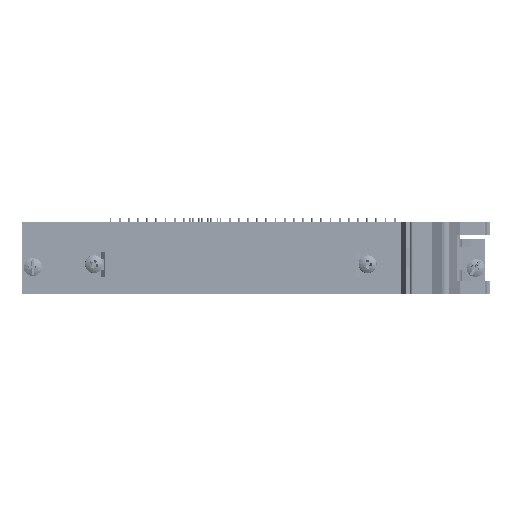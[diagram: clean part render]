
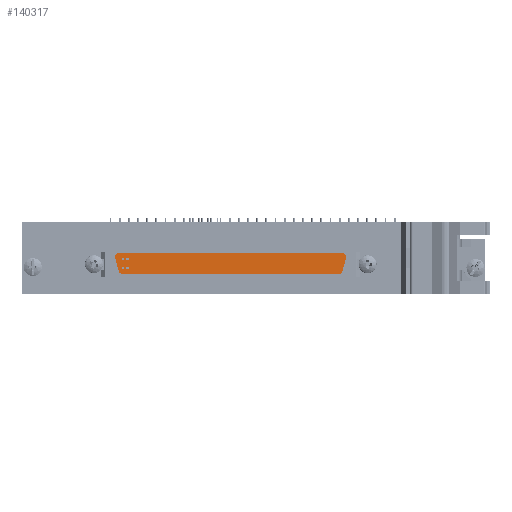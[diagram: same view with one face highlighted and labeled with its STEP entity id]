
A CAD part, left-side view. The second image highlights one B-rep face of the part: STEP entity #140317.
In plain terms, the highlighted planar face has unit normal (-1, 0, 0).
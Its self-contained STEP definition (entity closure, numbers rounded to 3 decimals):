
#40823 = CARTESIAN_POINT ( 'NONE',  ( -103.19, -11.621, -0.277 ) ) ;
#43921 = CARTESIAN_POINT ( 'NONE',  ( -103.19, -12.587, -1.536 ) ) ;
#93590 = AXIS2_PLACEMENT_3D ( 'NONE', #273992, #273995, #273997 ) ;
#93593 = AXIS2_PLACEMENT_3D ( 'NONE', #274028, #274034, #274039 ) ;
#93596 = AXIS2_PLACEMENT_3D ( 'NONE', #274062, #274066, #274069 ) ;
#93599 = AXIS2_PLACEMENT_3D ( 'NONE', #274092, #274099, #274105 ) ;
#111771 = FACE_OUTER_BOUND ( 'NONE', #121313, .T. ) ;
#121313 = EDGE_LOOP ( 'NONE', ( #286763, #286772, #286780, #286788, #286800, #286808, #286817, #286825 ) ) ;
#137762 = VERTEX_POINT ( 'NONE', #40823 ) ;
#138167 = VERTEX_POINT ( 'NONE', #43921 ) ;
#138276 = VERTEX_POINT ( 'NONE', #332997 ) ;
#138290 = VERTEX_POINT ( 'NONE', #333030 ) ;
#138296 = VERTEX_POINT ( 'NONE', #333076 ) ;
#138309 = VERTEX_POINT ( 'NONE', #333119 ) ;
#138319 = VERTEX_POINT ( 'NONE', #333183 ) ;
#138329 = VERTEX_POINT ( 'NONE', #333208 ) ;
#140317 = ADVANCED_FACE ( 'NONE', ( #111771 ), #233762, .T. ) ;
#233762 = PLANE ( 'NONE',  #286668 ) ;
#233787 = CARTESIAN_POINT ( 'NONE',  ( -103.19, -11.621, -1.277 ) ) ;
#233789 = DIRECTION ( 'NONE',  ( -1., 0., 0. ) ) ;
#233793 = DIRECTION ( 'NONE',  ( 0., -1., 0. ) ) ;
#264836 = LINE ( 'NONE', #273988, #264985 ) ;
#264957 = CIRCLE ( 'NONE', #93590, 1. ) ;
#264979 = CIRCLE ( 'NONE', #93593, 1. ) ;
#264985 = VECTOR ( 'NONE', #273850, 1000. ) ;
#264992 = LINE ( 'NONE', #273984, #265007 ) ;
#265000 = CIRCLE ( 'NONE', #93596, 1. ) ;
#265007 = VECTOR ( 'NONE', #273980, 1000. ) ;
#265013 = LINE ( 'NONE', #274012, #265027 ) ;
#265021 = CIRCLE ( 'NONE', #93599, 1. ) ;
#265027 = VECTOR ( 'NONE', #274021, 1000. ) ;
#265033 = LINE ( 'NONE', #274051, #265046 ) ;
#265046 = VECTOR ( 'NONE', #274059, 1000. ) ;
#273850 = DIRECTION ( 'NONE',  ( 0., 1., 0. ) ) ;
#273980 = DIRECTION ( 'NONE',  ( 0., -0.259, -0.966 ) ) ;
#273984 = CARTESIAN_POINT ( 'NONE',  ( -103.19, 51.405, -1.536 ) ) ;
#273988 = CARTESIAN_POINT ( 'NONE',  ( -103.19, 50.439, -0.277 ) ) ;
#273992 = CARTESIAN_POINT ( 'NONE',  ( -103.19, -11.621, -1.277 ) ) ;
#273995 = DIRECTION ( 'NONE',  ( -1., 0., 0. ) ) ;
#273997 = DIRECTION ( 'NONE',  ( 0., -1., 0. ) ) ;
#274012 = CARTESIAN_POINT ( 'NONE',  ( -103.19, -10.63, -5.977 ) ) ;
#274021 = DIRECTION ( 'NONE',  ( 0., -1., 0. ) ) ;
#274028 = CARTESIAN_POINT ( 'NONE',  ( -103.19, 50.439, -1.277 ) ) ;
#274034 = DIRECTION ( 'NONE',  ( -1., 0., 0. ) ) ;
#274039 = DIRECTION ( 'NONE',  ( 0., 1., 0. ) ) ;
#274051 = CARTESIAN_POINT ( 'NONE',  ( -103.19, -12.587, -1.536 ) ) ;
#274059 = DIRECTION ( 'NONE',  ( 0., -0.259, 0.966 ) ) ;
#274062 = CARTESIAN_POINT ( 'NONE',  ( -103.19, 49.448, -4.977 ) ) ;
#274066 = DIRECTION ( 'NONE',  ( -1., 0., 0. ) ) ;
#274069 = DIRECTION ( 'NONE',  ( 0., 1., 0. ) ) ;
#274092 = CARTESIAN_POINT ( 'NONE',  ( -103.19, -10.63, -4.977 ) ) ;
#274099 = DIRECTION ( 'NONE',  ( -1., 0., 0. ) ) ;
#274105 = DIRECTION ( 'NONE',  ( 0., -1., 0. ) ) ;
#286668 = AXIS2_PLACEMENT_3D ( 'NONE', #233787, #233789, #233793 ) ;
#286763 = ORIENTED_EDGE ( 'NONE', *, *, #371285, .T. ) ;
#286772 = ORIENTED_EDGE ( 'NONE', *, *, #371287, .T. ) ;
#286780 = ORIENTED_EDGE ( 'NONE', *, *, #371291, .T. ) ;
#286788 = ORIENTED_EDGE ( 'NONE', *, *, #371295, .T. ) ;
#286800 = ORIENTED_EDGE ( 'NONE', *, *, #371298, .T. ) ;
#286808 = ORIENTED_EDGE ( 'NONE', *, *, #371303, .T. ) ;
#286817 = ORIENTED_EDGE ( 'NONE', *, *, #371308, .T. ) ;
#286825 = ORIENTED_EDGE ( 'NONE', *, *, #371311, .T. ) ;
#332997 = CARTESIAN_POINT ( 'NONE',  ( -103.19, 50.439, -0.277 ) ) ;
#333030 = CARTESIAN_POINT ( 'NONE',  ( -103.19, 51.405, -1.536 ) ) ;
#333076 = CARTESIAN_POINT ( 'NONE',  ( -103.19, 50.414, -5.236 ) ) ;
#333119 = CARTESIAN_POINT ( 'NONE',  ( -103.19, 49.448, -5.977 ) ) ;
#333183 = CARTESIAN_POINT ( 'NONE',  ( -103.19, -10.63, -5.977 ) ) ;
#333208 = CARTESIAN_POINT ( 'NONE',  ( -103.19, -11.595, -5.236 ) ) ;
#371285 = EDGE_CURVE ( 'NONE', #138167, #137762, #264957, .T. ) ;
#371287 = EDGE_CURVE ( 'NONE', #137762, #138276, #264836, .T. ) ;
#371291 = EDGE_CURVE ( 'NONE', #138276, #138290, #264979, .T. ) ;
#371295 = EDGE_CURVE ( 'NONE', #138290, #138296, #264992, .T. ) ;
#371298 = EDGE_CURVE ( 'NONE', #138296, #138309, #265000, .T. ) ;
#371303 = EDGE_CURVE ( 'NONE', #138309, #138319, #265013, .T. ) ;
#371308 = EDGE_CURVE ( 'NONE', #138319, #138329, #265021, .T. ) ;
#371311 = EDGE_CURVE ( 'NONE', #138329, #138167, #265033, .T. ) ;
